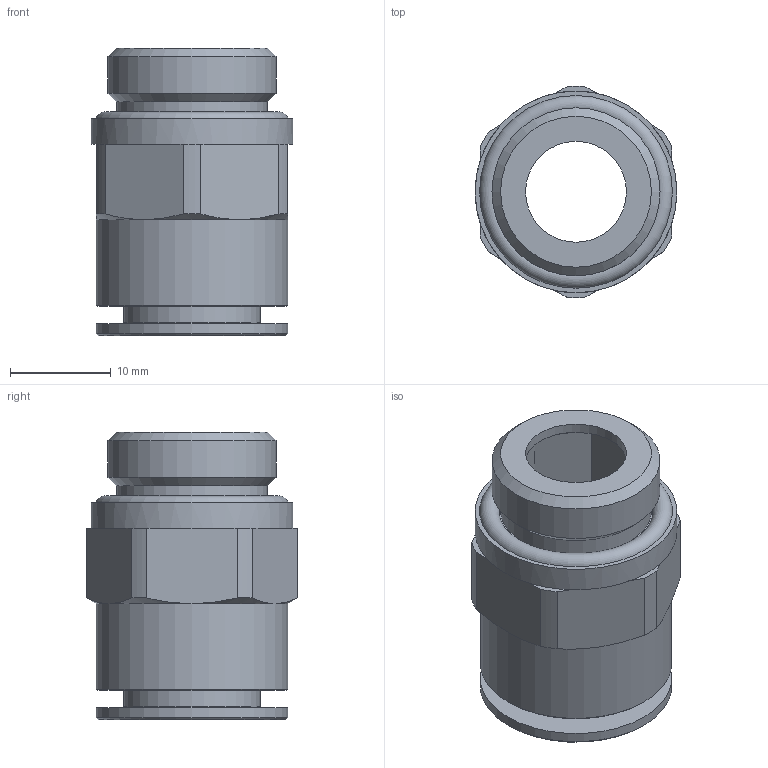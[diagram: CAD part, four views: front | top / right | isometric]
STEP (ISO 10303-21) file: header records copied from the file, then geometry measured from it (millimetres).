
FILE_DESCRIPTION(/* description */ ('STEP AP214'),/* implementation_level */ '2;1');
FILE_NAME(/* name */ '558670_NPQM-D-G38-Q12-P10',/* time_stamp */ '2024-09-13T05:44:25+02:00',/* author */ ('License CC BY-ND 4.0'),/* organization */ ('CADENAS'),/* preprocessor_version */ 'ST-DEVELOPER v19.3',/* originating_system */ 'PARTsolutions',/* authorisation */ ' ');
FILE_SCHEMA (('AUTOMOTIVE_DESIGN {1 0 10303 214 3 1 1}'));
Length unit declared in the file: millimetre
Products named in the file (1): 558670 NPQM-D-G38-Q12-P10
Bounding box: 20 x 20.99 x 28.5 mm (x, y, z)
Volume: 4617.4 mm3; surface area: 3496.8 mm2
Topology: 1 solids, 1 shells, 64 faces, 138 edges, 81 vertices
Faces by surface type: plane 37, cylinder 14, cone 12, torus 1
Full cylindrical faces by diameter (mm): 10 x1, 12 x1, 13.5 x1, 14.95 x1, 16.662 x1, 19 x2, 20 x1
Entity records: 2118 total; most frequent: CARTESIAN_POINT 303, DIRECTION 296, ORIENTED_EDGE 244, EDGE_CURVE 122, AXIS2_PLACEMENT_3D 121, EDGE_LOOP 86, FACE_BOUND 86, VERTEX_POINT 80
